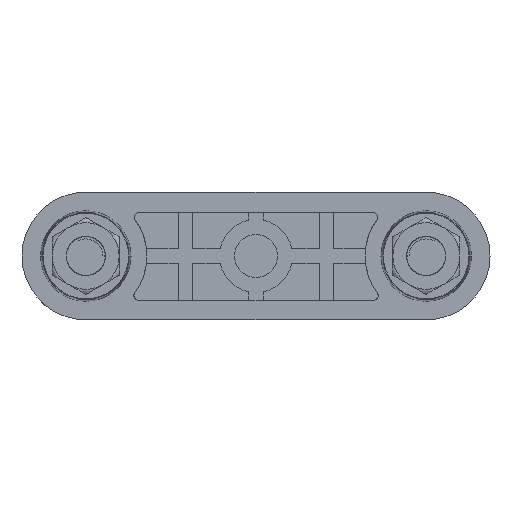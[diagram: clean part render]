
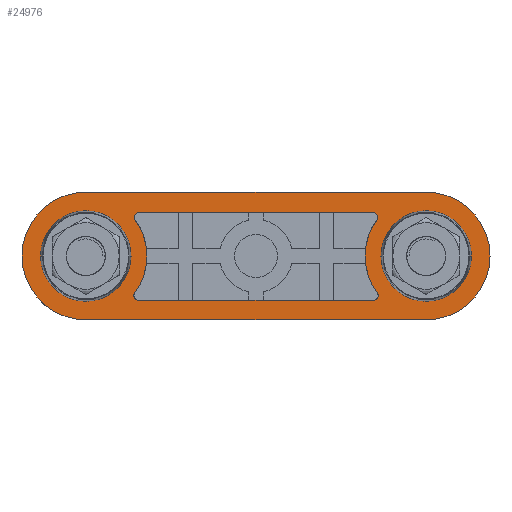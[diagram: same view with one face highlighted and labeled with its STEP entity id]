
A CAD part, front view. The second image highlights one B-rep face of the part: STEP entity #24976.
In plain terms, the highlighted planar face has unit normal (0, -1, 0).
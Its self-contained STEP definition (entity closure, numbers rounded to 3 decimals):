
#1=DIRECTION('',(1.,0.,0.));
#2=VECTOR('',#1,35.);
#3=CARTESIAN_POINT('',(-17.5,0.,-6.559));
#4=LINE('',#3,#2);
#5=CARTESIAN_POINT('',(17.5,0.,0.));
#6=DIRECTION('',(0.,1.,0.));
#7=DIRECTION('',(0.,0.,1.));
#8=AXIS2_PLACEMENT_3D('',#5,#6,#7);
#10=CARTESIAN_POINT('',(17.5,0.,0.));
#11=DIRECTION('',(0.,1.,0.));
#12=DIRECTION('',(1.,0.,0.));
#13=AXIS2_PLACEMENT_3D('',#10,#11,#12);
#15=CARTESIAN_POINT('',(-17.5,0.,0.));
#16=DIRECTION('',(0.,1.,0.));
#17=DIRECTION('',(0.,0.,-1.));
#18=AXIS2_PLACEMENT_3D('',#15,#16,#17);
#20=CARTESIAN_POINT('',(-17.5,0.,0.));
#21=DIRECTION('',(0.,1.,0.));
#22=DIRECTION('',(-1.,0.,0.));
#23=AXIS2_PLACEMENT_3D('',#20,#21,#22);
#25=CARTESIAN_POINT('',(17.5,0.,0.));
#26=DIRECTION('',(0.,-1.,0.));
#27=DIRECTION('',(1.,0.,0.));
#28=AXIS2_PLACEMENT_3D('',#25,#26,#27);
#30=CARTESIAN_POINT('',(17.5,0.,0.));
#31=DIRECTION('',(0.,-1.,0.));
#32=DIRECTION('',(-1.,0.,0.));
#33=AXIS2_PLACEMENT_3D('',#30,#31,#32);
#35=CARTESIAN_POINT('',(-17.5,0.,0.));
#36=DIRECTION('',(0.,-1.,0.));
#37=DIRECTION('',(1.,0.,0.));
#38=AXIS2_PLACEMENT_3D('',#35,#36,#37);
#40=CARTESIAN_POINT('',(-17.5,0.,0.));
#41=DIRECTION('',(0.,-1.,0.));
#42=DIRECTION('',(-1.,0.,0.));
#43=AXIS2_PLACEMENT_3D('',#40,#41,#42);
#45=CARTESIAN_POINT('',(12.057,0.,-4.059));
#46=DIRECTION('',(0.,-1.,0.));
#47=DIRECTION('',(0.,0.,-1.));
#48=AXIS2_PLACEMENT_3D('',#45,#46,#47);
#50=CARTESIAN_POINT('',(17.5,0.,0.));
#51=DIRECTION('',(0.,1.,0.));
#52=DIRECTION('',(-0.802,0.,-0.598));
#53=AXIS2_PLACEMENT_3D('',#50,#51,#52);
#55=CARTESIAN_POINT('',(17.5,0.,0.));
#56=DIRECTION('',(0.,1.,0.));
#57=DIRECTION('',(-1.,0.,0.));
#58=AXIS2_PLACEMENT_3D('',#55,#56,#57);
#60=CARTESIAN_POINT('',(11.999,0.,3.981));
#61=DIRECTION('',(0.,-1.,0.));
#62=DIRECTION('',(0.81,0.,-0.586));
#63=AXIS2_PLACEMENT_3D('',#60,#61,#62);
#65=CARTESIAN_POINT('',(-11.999,0.,3.981));
#66=DIRECTION('',(0.,-1.,0.));
#67=DIRECTION('',(0.,0.,1.));
#68=AXIS2_PLACEMENT_3D('',#65,#66,#67);
#70=CARTESIAN_POINT('',(-17.5,0.,0.));
#71=DIRECTION('',(0.,1.,0.));
#72=DIRECTION('',(0.81,0.,0.586));
#73=AXIS2_PLACEMENT_3D('',#70,#71,#72);
#75=CARTESIAN_POINT('',(-17.5,0.,0.));
#76=DIRECTION('',(0.,1.,0.));
#77=DIRECTION('',(1.,0.,0.));
#78=AXIS2_PLACEMENT_3D('',#75,#76,#77);
#80=CARTESIAN_POINT('',(-12.057,0.,-4.059));
#81=DIRECTION('',(0.,-1.,0.));
#82=DIRECTION('',(-0.802,0.,0.598));
#83=AXIS2_PLACEMENT_3D('',#80,#81,#82);
#85=DIRECTION('',(-1.,0.,0.));
#86=VECTOR('',#85,35.);
#87=CARTESIAN_POINT('',(17.5,0.,6.559));
#88=LINE('',#87,#86);
#7382=DIRECTION('',(1.,0.,0.));
#7383=VECTOR('',#7382,23.999);
#7384=CARTESIAN_POINT('',(-11.999,0.,4.481));
#7385=LINE('',#7384,#7383);
#7519=DIRECTION('',(-1.,0.,0.));
#7520=VECTOR('',#7519,24.114);
#7521=CARTESIAN_POINT('',(12.057,0.,-4.559));
#7522=LINE('',#7521,#7520);
#24440=CARTESIAN_POINT('',(22.15,0.,0.));
#24441=VERTEX_POINT('',#24440);
#24442=CARTESIAN_POINT('',(12.85,0.,0.));
#24443=VERTEX_POINT('',#24442);
#24444=CARTESIAN_POINT('',(17.5,0.,6.559));
#24445=CARTESIAN_POINT('',(-17.5,0.,6.559));
#24446=VERTEX_POINT('',#24444);
#24447=VERTEX_POINT('',#24445);
#24448=CARTESIAN_POINT('',(24.059,0.,
0.));
#24449=VERTEX_POINT('',#24448);
#24450=CARTESIAN_POINT('',(17.5,0.,-6.559));
#24451=VERTEX_POINT('',#24450);
#24452=CARTESIAN_POINT('',(-17.5,0.,-6.559));
#24453=VERTEX_POINT('',#24452);
#24454=CARTESIAN_POINT('',(-24.059,0.,0.));
#24455=VERTEX_POINT('',#24454);
#24456=CARTESIAN_POINT('',(-12.85,0.,0.));
#24457=CARTESIAN_POINT('',(-22.15,0.,0.));
#24458=VERTEX_POINT('',#24456);
#24459=VERTEX_POINT('',#24457);
#24460=CARTESIAN_POINT('',(12.057,0.,-4.559));
#24461=CARTESIAN_POINT('',(-12.057,0.,-4.559));
#24462=VERTEX_POINT('',#24460);
#24463=VERTEX_POINT('',#24461);
#24464=CARTESIAN_POINT('',(12.458,0.,-3.761));
#24465=VERTEX_POINT('',#24464);
#24466=CARTESIAN_POINT('',(11.21,0.,0.));
#24467=VERTEX_POINT('',#24466);
#24468=CARTESIAN_POINT('',(12.404,0.,3.688));
#24469=VERTEX_POINT('',#24468);
#24470=CARTESIAN_POINT('',(11.999,0.,4.481));
#24471=VERTEX_POINT('',#24470);
#24472=CARTESIAN_POINT('',(-11.999,0.,4.481));
#24473=VERTEX_POINT('',#24472);
#24474=CARTESIAN_POINT('',(-12.404,0.,3.688));
#24475=VERTEX_POINT('',#24474);
#24476=CARTESIAN_POINT('',(-11.21,0.,0.));
#24477=VERTEX_POINT('',#24476);
#24478=CARTESIAN_POINT('',(-12.458,0.,-3.761));
#24479=VERTEX_POINT('',#24478);
#24924=CARTESIAN_POINT('',(-17.5,0.,0.));
#24925=DIRECTION('',(0.,-1.,0.));
#24926=DIRECTION('',(-1.,0.,0.));
#24927=AXIS2_PLACEMENT_3D('',#24924,#24925,#24926);
#24928=PLANE('',#24927);
#24930=ORIENTED_EDGE('',*,*,#24929,.F.);
#24932=ORIENTED_EDGE('',*,*,#24931,.T.);
#24934=ORIENTED_EDGE('',*,*,#24933,.T.);
#24935=ORIENTED_EDGE('',*,*,#24913,.F.);
#24937=ORIENTED_EDGE('',*,*,#24936,.T.);
#24939=ORIENTED_EDGE('',*,*,#24938,.T.);
#24940=EDGE_LOOP('',(#24930,#24932,#24934,#24935,#24937,#24939));
#24941=FACE_OUTER_BOUND('',#24940,.F.);
#24943=ORIENTED_EDGE('',*,*,#24942,.T.);
#24945=ORIENTED_EDGE('',*,*,#24944,.T.);
#24946=EDGE_LOOP('',(#24943,#24945));
#24947=FACE_BOUND('',#24946,.F.);
#24949=ORIENTED_EDGE('',*,*,#24948,.T.);
#24951=ORIENTED_EDGE('',*,*,#24950,.T.);
#24952=EDGE_LOOP('',(#24949,#24951));
#24953=FACE_BOUND('',#24952,.F.);
#24955=ORIENTED_EDGE('',*,*,#24954,.F.);
#24957=ORIENTED_EDGE('',*,*,#24956,.T.);
#24959=ORIENTED_EDGE('',*,*,#24958,.T.);
#24961=ORIENTED_EDGE('',*,*,#24960,.T.);
#24963=ORIENTED_EDGE('',*,*,#24962,.T.);
#24965=ORIENTED_EDGE('',*,*,#24964,.F.);
#24967=ORIENTED_EDGE('',*,*,#24966,.T.);
#24969=ORIENTED_EDGE('',*,*,#24968,.T.);
#24971=ORIENTED_EDGE('',*,*,#24970,.T.);
#24973=ORIENTED_EDGE('',*,*,#24972,.T.);
#24974=EDGE_LOOP('',(#24955,#24957,#24959,#24961,#24963,#24965,#24967,#24969,
#24971,#24973));
#24975=FACE_BOUND('',#24974,.F.);
#24976=ADVANCED_FACE('',(#24941,#24947,#24953,#24975),#24928,.T.);
#9=CIRCLE('',#8,6.559);
#14=CIRCLE('',#13,6.559);
#19=CIRCLE('',#18,6.559);
#24=CIRCLE('',#23,6.559);
#29=CIRCLE('',#28,4.65);
#34=CIRCLE('',#33,4.65);
#39=CIRCLE('',#38,4.65);
#44=CIRCLE('',#43,4.65);
#49=CIRCLE('',#48,0.5);
#54=CIRCLE('',#53,6.29);
#59=CIRCLE('',#58,6.29);
#64=CIRCLE('',#63,0.5);
#69=CIRCLE('',#68,0.5);
#74=CIRCLE('',#73,6.29);
#79=CIRCLE('',#78,6.29);
#84=CIRCLE('',#83,0.5);
#24913=EDGE_CURVE('',#24453,#24451,#4,.T.);
#24929=EDGE_CURVE('',#24446,#24447,#88,.T.);
#24931=EDGE_CURVE('',#24446,#24449,#9,.T.);
#24933=EDGE_CURVE('',#24449,#24451,#14,.T.);
#24936=EDGE_CURVE('',#24453,#24455,#19,.T.);
#24938=EDGE_CURVE('',#24455,#24447,#24,.T.);
#24942=EDGE_CURVE('',#24441,#24443,#29,.T.);
#24944=EDGE_CURVE('',#24443,#24441,#34,.T.);
#24948=EDGE_CURVE('',#24458,#24459,#39,.T.);
#24950=EDGE_CURVE('',#24459,#24458,#44,.T.);
#24954=EDGE_CURVE('',#24462,#24463,#7522,.T.);
#24956=EDGE_CURVE('',#24462,#24465,#49,.T.);
#24958=EDGE_CURVE('',#24465,#24467,#54,.T.);
#24960=EDGE_CURVE('',#24467,#24469,#59,.T.);
#24962=EDGE_CURVE('',#24469,#24471,#64,.T.);
#24964=EDGE_CURVE('',#24473,#24471,#7385,.T.);
#24966=EDGE_CURVE('',#24473,#24475,#69,.T.);
#24968=EDGE_CURVE('',#24475,#24477,#74,.T.);
#24970=EDGE_CURVE('',#24477,#24479,#79,.T.);
#24972=EDGE_CURVE('',#24479,#24463,#84,.T.);
